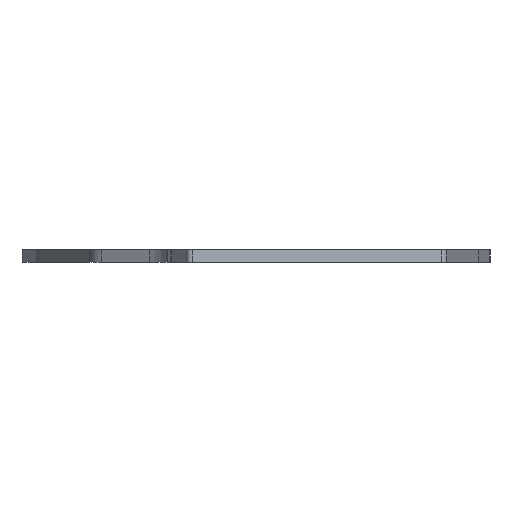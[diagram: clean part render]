
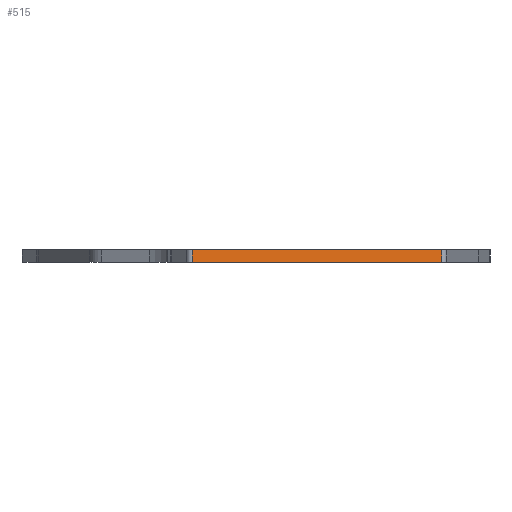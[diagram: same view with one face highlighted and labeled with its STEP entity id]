
A CAD part, left-side view. The second image highlights one B-rep face of the part: STEP entity #515.
In plain terms, the highlighted planar face has unit normal (-0.986, -0.169, 0).
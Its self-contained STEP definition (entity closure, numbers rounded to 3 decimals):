
#515=ADVANCED_FACE('',(#15374),#15376,.T.);
#15374=FACE_BOUND('',#15375,.T.);
#15375=EDGE_LOOP('',(#28328,#28329,#28330,#28331));
#15376=PLANE('',#15377);
#15377=AXIS2_PLACEMENT_3D('',#15378,#15379,#15380);
#15378=CARTESIAN_POINT('',(-133.749,12.854,-5.));
#15379=DIRECTION('',(-0.986,-0.169,0.));
#15380=DIRECTION('',(0.169,-0.986,0.));
#28328=ORIENTED_EDGE('',*,*,#36040,.F.);
#28329=ORIENTED_EDGE('',*,*,#37409,.F.);
#28330=ORIENTED_EDGE('',*,*,#35861,.F.);
#28331=ORIENTED_EDGE('',*,*,#37366,.T.);
#35861=EDGE_CURVE('',#40542,#40543,#40544,.F.);
#36040=EDGE_CURVE('',#40897,#40898,#40899,.T.);
#37366=EDGE_CURVE('',#40542,#40898,#43546,.T.);
#37409=EDGE_CURVE('',#40543,#40897,#43589,.T.);
#40542=VERTEX_POINT('',#48301);
#40543=VERTEX_POINT('',#48302);
#40544=LINE('',#48303,#48304);
#40897=VERTEX_POINT('',#49041);
#40898=VERTEX_POINT('',#49042);
#40899=LINE('',#49043,#49044);
#43546=LINE('',#55208,#55209);
#43589=LINE('',#55337,#55338);
#48301=CARTESIAN_POINT('',(-125.121,-37.357,-2.6));
#48302=CARTESIAN_POINT('',(-133.749,12.854,-2.6));
#48303=CARTESIAN_POINT('',(-133.749,12.854,-2.6));
#48304=VECTOR('',#48305,1.);
#48305=DIRECTION('',(0.169,-0.986,0.));
#49041=CARTESIAN_POINT('',(-133.749,12.854,0.));
#49042=CARTESIAN_POINT('',(-125.121,-37.357,0.));
#49043=CARTESIAN_POINT('',(-133.749,12.854,0.));
#49044=VECTOR('',#49045,1.);
#49045=DIRECTION('',(0.169,-0.986,0.));
#55208=CARTESIAN_POINT('',(-125.121,-37.357,-2.6));
#55209=VECTOR('',#55210,1.);
#55210=DIRECTION('',(0.,0.,1.));
#55337=CARTESIAN_POINT('',(-133.749,12.854,-2.6));
#55338=VECTOR('',#55339,1.);
#55339=DIRECTION('',(0.,0.,1.));
